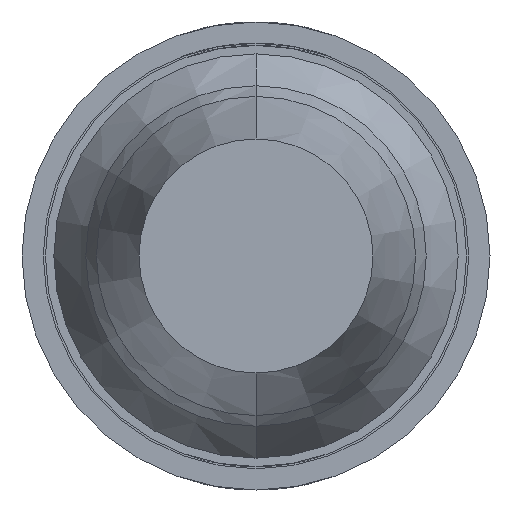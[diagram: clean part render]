
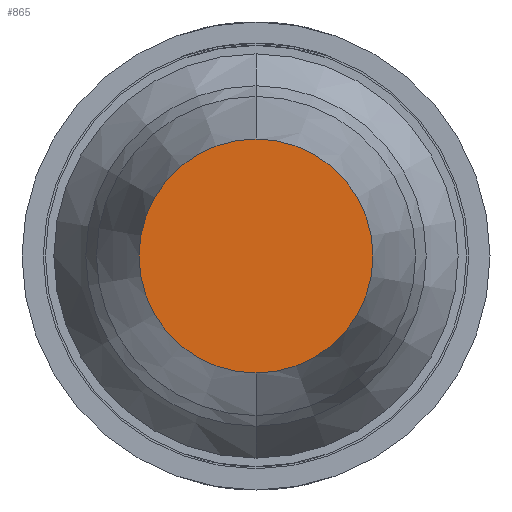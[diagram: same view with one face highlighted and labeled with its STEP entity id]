
A CAD part, front view. The second image highlights one B-rep face of the part: STEP entity #865.
In plain terms, the highlighted planar face has unit normal (0, -1, 0).
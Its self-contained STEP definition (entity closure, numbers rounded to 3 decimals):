
#323 = VERTEX_POINT ( 'NONE', #2202 ) ;
#374 = CIRCLE ( 'NONE', #2118, 0.55 ) ;
#865 = ADVANCED_FACE ( 'Defeature ausgef�hrt1_69', ( #4098 ), #4753, .T. ) ;
#1067 = DIRECTION ( 'NONE',  ( 0., 0., 1. ) ) ;
#1268 = CARTESIAN_POINT ( 'NONE',  ( -0.55, -36.5, 0. ) ) ;
#1816 = DIRECTION ( 'NONE',  ( 0., 0., -1. ) ) ;
#2118 = AXIS2_PLACEMENT_3D ( 'NONE', #3132, #3847, #6773 ) ;
#2202 = CARTESIAN_POINT ( 'NONE',  ( 0., -36.5, -0.55 ) ) ;
#2224 = CARTESIAN_POINT ( 'NONE',  ( 0., -36.5, 0. ) ) ;
#2724 = EDGE_CURVE ( 'Defeature ausgef�hrt1_68+Defeature ausgef�hrt1_69+Defeature ausgef�hrt1_69+Defeature ausgef�hrt1_69', #7340, #323, #5635, .T. ) ;
#3132 = CARTESIAN_POINT ( 'NONE',  ( 0., -36.5, 0. ) ) ;
#3847 = DIRECTION ( 'NONE',  ( 0., 1., 0. ) ) ;
#4083 = DIRECTION ( 'NONE',  ( 0., -1., 0. ) ) ;
#4098 = FACE_OUTER_BOUND ( 'NONE', #4558, .T. ) ;
#4396 = DIRECTION ( 'NONE',  ( 0., 1., 0. ) ) ;
#4558 = EDGE_LOOP ( 'NONE', ( #6083, #5836 ) ) ;
#4753 = PLANE ( 'NONE',  #6226 ) ;
#5635 = CIRCLE ( 'NONE', #6400, 0.55 ) ;
#5836 = ORIENTED_EDGE ( 'NONE', *, *, #7333, .F. ) ;
#6083 = ORIENTED_EDGE ( 'NONE', *, *, #2724, .F. ) ;
#6112 = CARTESIAN_POINT ( 'NONE',  ( 0., -36.5, 0.55 ) ) ;
#6226 = AXIS2_PLACEMENT_3D ( 'NONE', #1268, #4083, #1816 ) ;
#6400 = AXIS2_PLACEMENT_3D ( 'NONE', #2224, #4396, #1067 ) ;
#6773 = DIRECTION ( 'NONE',  ( 0., 0., 1. ) ) ;
#7333 = EDGE_CURVE ( 'Defeature ausgef�hrt1_68+Defeature ausgef�hrt1_69+Defeature ausgef�hrt1_69+Defeature ausgef�hrt1_69', #323, #7340, #374, .T. ) ;
#7340 = VERTEX_POINT ( 'NONE', #6112 ) ;
